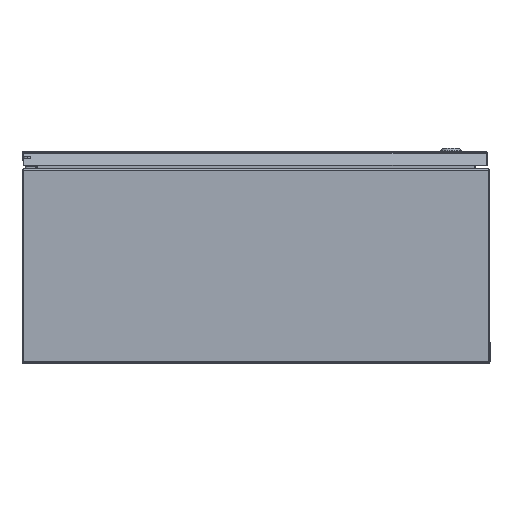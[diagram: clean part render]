
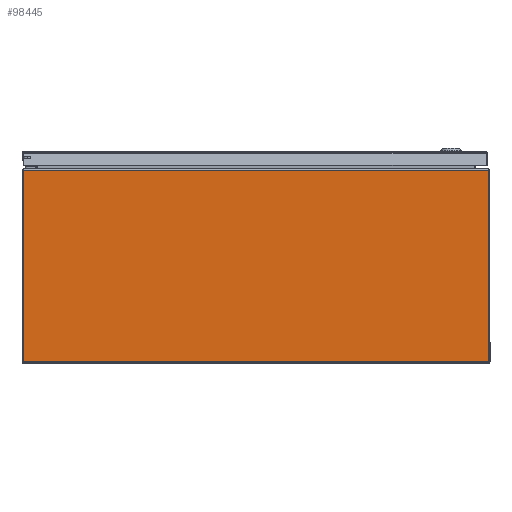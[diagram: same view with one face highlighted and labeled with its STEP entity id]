
A CAD part, front view. The second image highlights one B-rep face of the part: STEP entity #98445.
In plain terms, the highlighted planar face has unit normal (0, -1, 0).
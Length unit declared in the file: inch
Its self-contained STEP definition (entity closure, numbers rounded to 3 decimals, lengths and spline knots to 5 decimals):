
#930 = ORIENTED_EDGE ( 'NONE', *, *, #102146, .T. ) ;
#3837 = DIRECTION ( 'NONE',  ( 0., 1., 0. ) ) ;
#4422 = CARTESIAN_POINT ( 'NONE',  ( -11.963, -14.03285, 0.12745 ) ) ;
#4709 = VERTEX_POINT ( 'NONE', #70131 ) ;
#5004 = VECTOR ( 'NONE', #47962, 39.37008 ) ;
#8470 = DIRECTION ( 'NONE',  ( 0., 0., 1. ) ) ;
#9234 = ORIENTED_EDGE ( 'NONE', *, *, #40502, .T. ) ;
#12055 = VERTEX_POINT ( 'NONE', #95304 ) ;
#12939 = VERTEX_POINT ( 'NONE', #107915 ) ;
#13788 = CARTESIAN_POINT ( 'NONE',  ( -11.963, -14.03285, 9.89475 ) ) ;
#14394 = LINE ( 'NONE', #80491, #25137 ) ;
#16856 = CARTESIAN_POINT ( 'NONE',  ( 11.88277, -14.03285, 0.10525 ) ) ;
#18216 = DIRECTION ( 'NONE',  ( 0., 1., 0. ) ) ;
#18747 = VERTEX_POINT ( 'NONE', #4422 ) ;
#22147 = DIRECTION ( 'NONE',  ( 0., 0., -1. ) ) ;
#24054 = ORIENTED_EDGE ( 'NONE', *, *, #76646, .F. ) ;
#25137 = VECTOR ( 'NONE', #38975, 39.37008 ) ;
#26053 = CARTESIAN_POINT ( 'NONE',  ( 0., -14.03285, 9.89475 ) ) ;
#29396 = ORIENTED_EDGE ( 'NONE', *, *, #104486, .F. ) ;
#35649 = CARTESIAN_POINT ( 'NONE',  ( 11.93789, -14.03285, 0.06211 ) ) ;
#38856 = ORIENTED_EDGE ( 'NONE', *, *, #58020, .F. ) ;
#38975 = DIRECTION ( 'NONE',  ( -1., 0., 0. ) ) ;
#40471 = AXIS2_PLACEMENT_3D ( 'NONE', #63910, #3837, #22147 ) ;
#40502 = EDGE_CURVE ( 'NONE', #18747, #12055, #107313, .T. ) ;
#41337 = PLANE ( 'NONE',  #90486 ) ;
#47962 = DIRECTION ( 'NONE',  ( 0., 0., 1. ) ) ;
#53017 = VECTOR ( 'NONE', #98106, 39.37008 ) ;
#54526 = LINE ( 'NONE', #26053, #82638 ) ;
#57629 = CARTESIAN_POINT ( 'NONE',  ( -11.963, -14.03285, 0.10525 ) ) ;
#58020 = EDGE_CURVE ( 'NONE', #12939, #4709, #110588, .T. ) ;
#61046 = DIRECTION ( 'NONE',  ( 0., 0., -1. ) ) ;
#63910 = CARTESIAN_POINT ( 'NONE',  ( -11.93789, -14.03285, 0.06211 ) ) ;
#64469 = CARTESIAN_POINT ( 'NONE',  ( 11.963, -14.03285, 0.10525 ) ) ;
#70131 = CARTESIAN_POINT ( 'NONE',  ( 11.963, -14.03285, 0.12745 ) ) ;
#70582 = CIRCLE ( 'NONE', #102533, 0.07 ) ;
#76646 = EDGE_CURVE ( 'NONE', #90161, #12055, #14394, .T. ) ;
#80491 = CARTESIAN_POINT ( 'NONE',  ( 0., -14.03285, 0.10525 ) ) ;
#82638 = VECTOR ( 'NONE', #86149, 39.37008 ) ;
#85053 = EDGE_CURVE ( 'NONE', #18747, #90501, #97258, .T. ) ;
#86149 = DIRECTION ( 'NONE',  ( 1., 0., 0. ) ) ;
#90161 = VERTEX_POINT ( 'NONE', #16856 ) ;
#90486 = AXIS2_PLACEMENT_3D ( 'NONE', #92887, #18216, #8470 ) ;
#90501 = VERTEX_POINT ( 'NONE', #13788 ) ;
#91125 = EDGE_LOOP ( 'NONE', ( #24054, #930, #38856, #29396, #94924, #9234 ) ) ;
#92887 = CARTESIAN_POINT ( 'NONE',  ( 0., -14.03285, -13.90864 ) ) ;
#94924 = ORIENTED_EDGE ( 'NONE', *, *, #85053, .F. ) ;
#95304 = CARTESIAN_POINT ( 'NONE',  ( -11.88277, -14.03285, 0.10525 ) ) ;
#97258 = LINE ( 'NONE', #57629, #5004 ) ;
#98106 = DIRECTION ( 'NONE',  ( 0., 0., -1. ) ) ;
#98445 = ADVANCED_FACE ( 'NONE', ( #101938 ), #41337, .F. ) ;
#101938 = FACE_OUTER_BOUND ( 'NONE', #91125, .T. ) ;
#102146 = EDGE_CURVE ( 'NONE', #90161, #4709, #70582, .T. ) ;
#102533 = AXIS2_PLACEMENT_3D ( 'NONE', #35649, #104076, #61046 ) ;
#104076 = DIRECTION ( 'NONE',  ( 0., 1., 0. ) ) ;
#104486 = EDGE_CURVE ( 'NONE', #90501, #12939, #54526, .T. ) ;
#107313 = CIRCLE ( 'NONE', #40471, 0.07 ) ;
#107915 = CARTESIAN_POINT ( 'NONE',  ( 11.963, -14.03285, 9.89475 ) ) ;
#110588 = LINE ( 'NONE', #64469, #53017 ) ;
